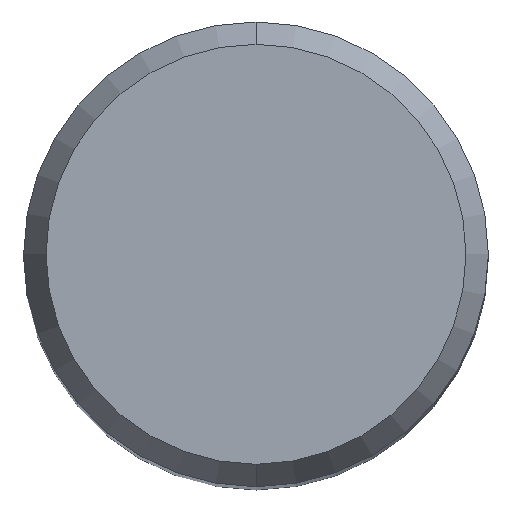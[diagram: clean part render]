
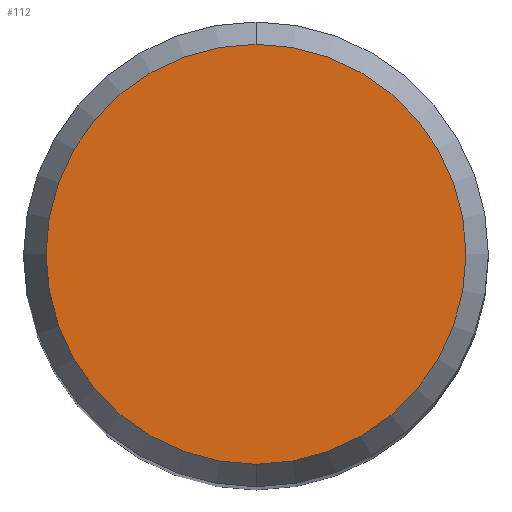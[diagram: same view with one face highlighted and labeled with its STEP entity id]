
A CAD part, top view. The second image highlights one B-rep face of the part: STEP entity #112.
In plain terms, the highlighted planar face has unit normal (0, 0, 1).
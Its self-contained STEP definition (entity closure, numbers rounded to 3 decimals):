
#94=EDGE_CURVE('',#138,#150,#231,.T.);
#112=ADVANCED_FACE('',(#250),#251,.T.);
#138=VERTEX_POINT('',#280);
#140=EDGE_CURVE('',#150,#138,#282,.T.);
#150=VERTEX_POINT('',#293);
#231=CIRCLE('',#377,4.304);
#250=FACE_OUTER_BOUND('',#404,.T.);
#251=PLANE('',#405);
#280=CARTESIAN_POINT('',(0.,-4.304,0.01));
#282=CIRCLE('',#447,4.304);
#293=CARTESIAN_POINT('',(0.0,4.304,0.01));
#377=AXIS2_PLACEMENT_3D('',#542,#543,#544);
#404=EDGE_LOOP('',(#563,#564));
#405=AXIS2_PLACEMENT_3D('',#565,#566,#567);
#447=AXIS2_PLACEMENT_3D('',#610,#611,#612);
#542=CARTESIAN_POINT('',(0.0,0.0,0.01));
#543=DIRECTION('',(0.0,0.0,-1.0));
#544=DIRECTION('',(0.0,1.0,0.0));
#563=ORIENTED_EDGE('',*,*,#140,.F.);
#564=ORIENTED_EDGE('',*,*,#94,.F.);
#565=CARTESIAN_POINT('',(0.0,2.152,0.01));
#566=DIRECTION('',(-0.0,0.0,1.0));
#567=DIRECTION('',(0.0,-1.0,0.0));
#610=CARTESIAN_POINT('',(0.0,0.0,0.01));
#611=DIRECTION('',(0.0,0.0,-1.0));
#612=DIRECTION('',(0.0,1.0,0.0));
